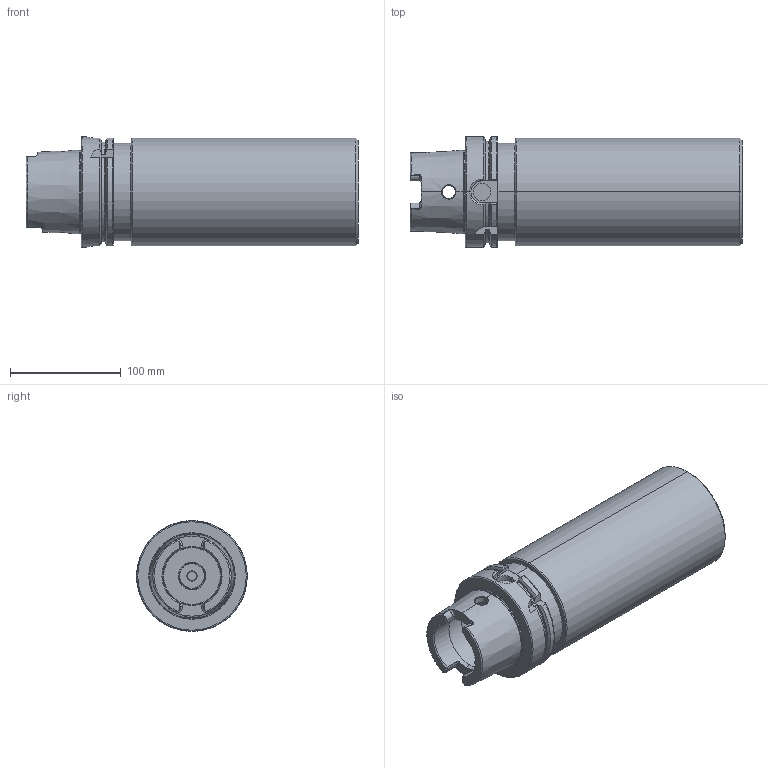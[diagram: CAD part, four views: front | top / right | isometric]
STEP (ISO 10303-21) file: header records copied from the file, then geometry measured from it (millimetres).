
FILE_DESCRIPTION (( 'STEP AP203' ), '1' );
FILE_NAME ('A100.17.97.STEP', '2016-08-31T09:44:41', ( '' ), ( '' ), 'SwSTEP 2.0', 'SolidWorks 2012', '' );
FILE_SCHEMA (( 'CONFIG_CONTROL_DESIGN' ));
Length unit declared in the file: millimetre
Products named in the file (1): A100.17.97
Bounding box: 300 x 100 x 100 mm (x, y, z)
Volume: 1863281.5 mm3; surface area: 119904.7 mm2
Topology: 1 solids, 1 shells, 186 faces, 488 edges, 306 vertices
Faces by surface type: cylinder 64, plane 47, torus 35, cone 30, bspline 10
Entity records: 15134 total; most frequent: CARTESIAN_POINT 10746, ORIENTED_EDGE 968, DIRECTION 843, EDGE_CURVE 484, AXIS2_PLACEMENT_3D 346, VERTEX_POINT 306, EDGE_LOOP 196, ADVANCED_FACE 186
